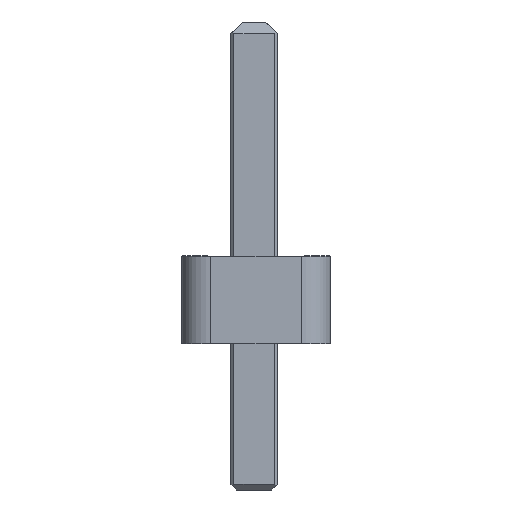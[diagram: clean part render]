
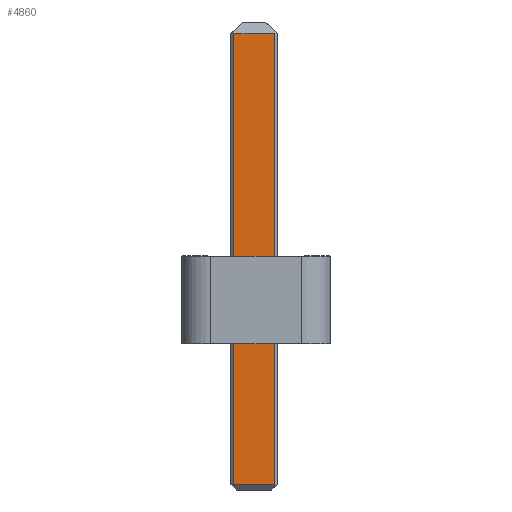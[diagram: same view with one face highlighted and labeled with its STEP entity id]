
A CAD part, left-side view. The second image highlights one B-rep face of the part: STEP entity #4860.
In plain terms, the highlighted planar face has unit normal (-1, 0, 0).
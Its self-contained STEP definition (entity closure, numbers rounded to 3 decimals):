
#412=FACE_OUTER_BOUND('',#684,.T.);
#684=EDGE_LOOP('',(#4345,#4346,#4347,#4348));
#1250=LINE('',#7787,#1858);
#1278=LINE('',#7842,#1886);
#1284=LINE('',#7855,#1892);
#1290=LINE('',#7866,#1898);
#1858=VECTOR('',#6411,10.);
#1886=VECTOR('',#6453,10.);
#1892=VECTOR('',#6465,10.);
#1898=VECTOR('',#6475,10.);
#2322=VERTEX_POINT('',#7784);
#2323=VERTEX_POINT('',#7786);
#2343=VERTEX_POINT('',#7840);
#2347=VERTEX_POINT('',#7854);
#2978=EDGE_CURVE('',#2322,#2323,#1250,.T.);
#3006=EDGE_CURVE('',#2343,#2322,#1278,.T.);
#3012=EDGE_CURVE('',#2323,#2347,#1284,.T.);
#3018=EDGE_CURVE('',#2347,#2343,#1290,.T.);
#4345=ORIENTED_EDGE('',*,*,#2978,.F.);
#4346=ORIENTED_EDGE('',*,*,#3006,.F.);
#4347=ORIENTED_EDGE('',*,*,#3018,.F.);
#4348=ORIENTED_EDGE('',*,*,#3012,.F.);
#4596=PLANE('',#5218);
#4860=ADVANCED_FACE('',(#412),#4596,.T.);
#5218=AXIS2_PLACEMENT_3D('',#7870,#6478,#6479);
#6411=DIRECTION('',(0.,1.,0.));
#6453=DIRECTION('',(0.,0.,-1.));
#6465=DIRECTION('',(0.,0.,1.));
#6475=DIRECTION('',(0.,-1.,0.));
#6478=DIRECTION('center_axis',(-1.,0.,0.));
#6479=DIRECTION('ref_axis',(0.,0.,1.));
#7784=CARTESIAN_POINT('',(-9.26,-0.32,-2.4));
#7786=CARTESIAN_POINT('',(-9.26,0.38,-2.4));
#7787=CARTESIAN_POINT('',(-9.26,-0.32,-2.4));
#7840=CARTESIAN_POINT('',(-9.26,-0.32,5.3));
#7842=CARTESIAN_POINT('',(-9.26,-0.32,5.3));
#7854=CARTESIAN_POINT('',(-9.26,0.38,5.3));
#7855=CARTESIAN_POINT('',(-9.26,0.38,-2.4));
#7866=CARTESIAN_POINT('',(-9.26,0.38,5.3));
#7870=CARTESIAN_POINT('Origin',(-9.26,0.03,-2.41));
